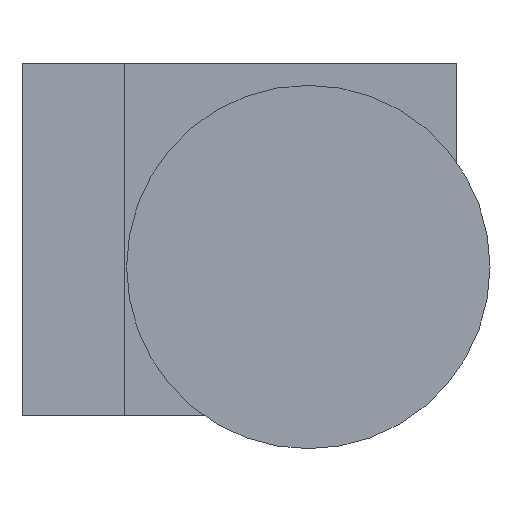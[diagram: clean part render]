
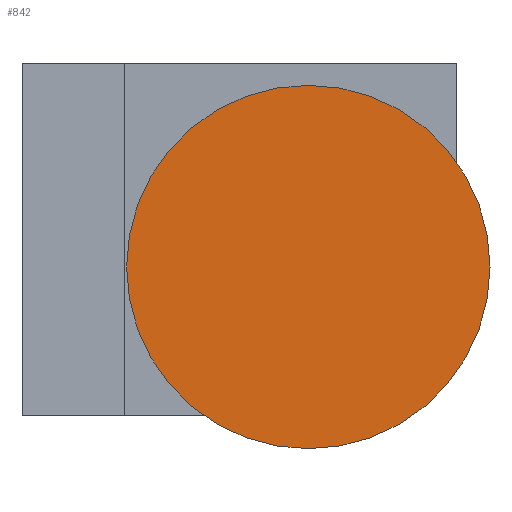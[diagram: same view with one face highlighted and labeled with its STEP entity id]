
A CAD part, front view. The second image highlights one B-rep face of the part: STEP entity #842.
In plain terms, the highlighted planar face has unit normal (0, -1, 0).
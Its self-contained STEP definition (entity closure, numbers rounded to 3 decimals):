
#8 = AXIS2_PLACEMENT_3D ( 'NONE', #558, #1128, #443 ) ;
#77 = AXIS2_PLACEMENT_3D ( 'NONE', #1120, #1675, #591 ) ;
#243 = ORIENTED_EDGE ( 'NONE', *, *, #1674, .T. ) ;
#361 = VERTEX_POINT ( 'NONE', #513 ) ;
#420 = CARTESIAN_POINT ( 'NONE',  ( 18.5, -60., -2. ) ) ;
#439 = VERTEX_POINT ( 'NONE', #420 ) ;
#443 = DIRECTION ( 'NONE',  ( 0., 0., -1. ) ) ;
#479 = FACE_OUTER_BOUND ( 'NONE', #1544, .T. ) ;
#513 = CARTESIAN_POINT ( 'NONE',  ( 18.5, -60., -35. ) ) ;
#558 = CARTESIAN_POINT ( 'NONE',  ( 18.5, -60., -18.5 ) ) ;
#591 = DIRECTION ( 'NONE',  ( 0., 0., -1. ) ) ;
#653 = DIRECTION ( 'NONE',  ( 0., 0., -1. ) ) ;
#765 = CIRCLE ( 'NONE', #8, 16.5 ) ;
#842 = ADVANCED_FACE ( 'NONE', ( #479 ), #878, .T. ) ;
#878 = PLANE ( 'NONE',  #77 ) ;
#886 = EDGE_CURVE ( 'NONE', #361, #439, #1402, .T. ) ;
#1120 = CARTESIAN_POINT ( 'NONE',  ( 35., -60., -18.5 ) ) ;
#1128 = DIRECTION ( 'NONE',  ( 0., -1., 0. ) ) ;
#1299 = AXIS2_PLACEMENT_3D ( 'NONE', #1428, #1418, #653 ) ;
#1402 = CIRCLE ( 'NONE', #1299, 16.5 ) ;
#1418 = DIRECTION ( 'NONE',  ( 0., -1., 0. ) ) ;
#1428 = CARTESIAN_POINT ( 'NONE',  ( 18.5, -60., -18.5 ) ) ;
#1544 = EDGE_LOOP ( 'NONE', ( #1574, #243 ) ) ;
#1574 = ORIENTED_EDGE ( 'NONE', *, *, #886, .T. ) ;
#1674 = EDGE_CURVE ( 'NONE', #439, #361, #765, .T. ) ;
#1675 = DIRECTION ( 'NONE',  ( 0., -1., 0. ) ) ;
